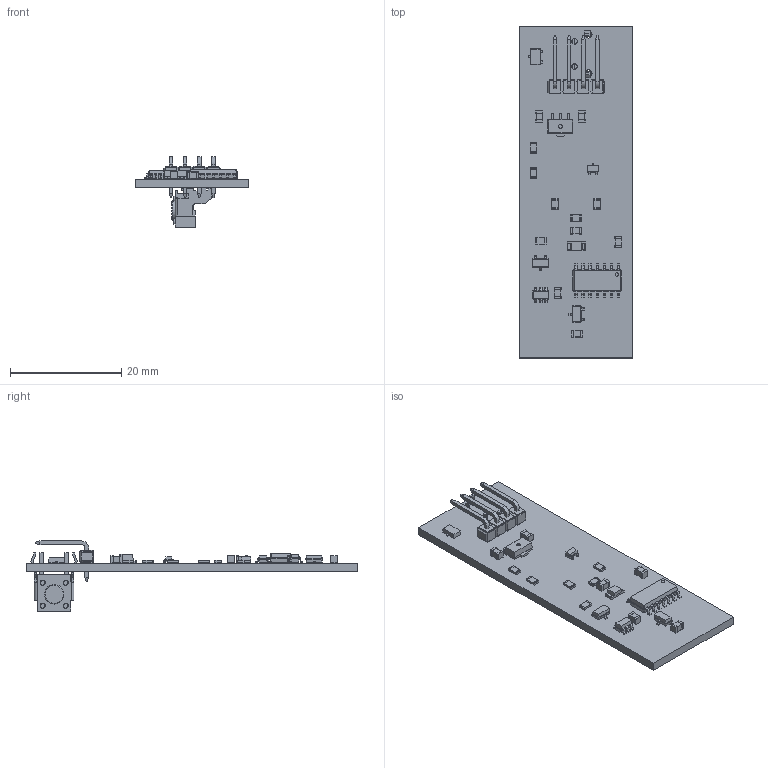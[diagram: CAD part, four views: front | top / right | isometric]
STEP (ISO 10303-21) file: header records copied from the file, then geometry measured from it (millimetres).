
FILE_DESCRIPTION(('KiCad electronic assembly'),'2;1');
FILE_NAME('PG_attiny404.step','2024-03-17T20:33:07',('Pcbnew'),('Kicad') ,'Open CASCADE STEP processor 7.6','KiCad to STEP converter','Unknown' );
FILE_SCHEMA(('AUTOMOTIVE_DESIGN { 1 0 10303 214 1 1 1 1 }'));
Length unit declared in the file: millimetre
Products named in the file (24): PG_attiny404 1; pinheader; SOLID; SOT-323_SC-70; R_0805_2012Metric; SOIC-14_3.9x8.7mm_P1.27mm; SOT-89-3; COMPOUND; C_0805_2012Metric; SC-59; SOT-23-6; SSM3J338R_LF; LED_1206_3216Metric; c-1825027-2-g-3d; PCB
Assembly tree (34 placements, depth 3):
  PG_attiny404 1
    pinheader
      SOLID
    SOT-323_SC-70
      SOLID
    R_0805_2012Metric  x6
      SOLID
    SOIC-14_3.9x8.7mm_P1.27mm
      SOLID
    SOT-89-3
      COMPOUND
    C_0805_2012Metric  x6
      SOLID
    SC-59  x2
      SOLID
    SOT-23-6
      SOLID
    SSM3J338R_LF
      COMPOUND
    LED_1206_3216Metric
      SOLID
    c-1825027-2-g-3d
      SOLID
    PCB
Bounding box: 20.32 x 59.69 x 12.6 mm (x, y, z)
Volume: 2261.1 mm3; surface area: 3718.8 mm2
Topology: 30 solids, 30 shells, 1341 faces, 3393 edges, 2146 vertices
Faces by surface type: plane 896, cylinder 286, bspline 149, torus 10
Full cylindrical faces by diameter (mm): 0.6 x1, 0.7 x1, 1 x6, 1.3 x2
Entity records: 67591 total; most frequent: CARTESIAN_POINT 12551, DIRECTION 9157, LINE 6430, VECTOR 6430, ORIENTED_EDGE 5026, PCURVE 5026, DEFINITIONAL_REPRESENTATION 5026, EDGE_CURVE 2513
